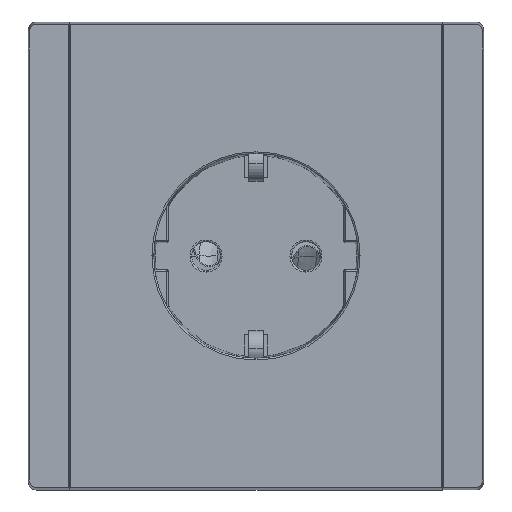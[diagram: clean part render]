
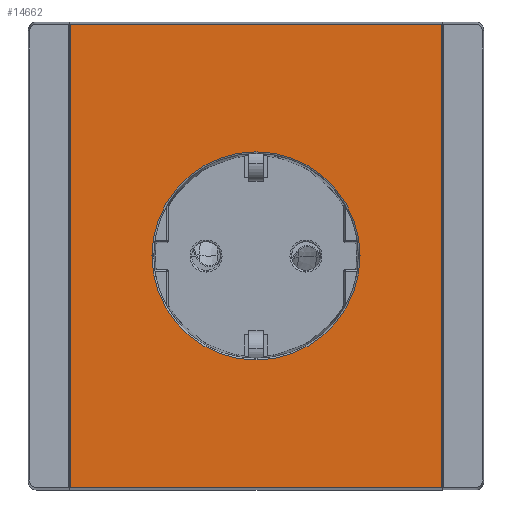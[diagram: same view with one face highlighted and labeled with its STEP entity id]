
A CAD part, top view. The second image highlights one B-rep face of the part: STEP entity #14662.
In plain terms, the highlighted planar face has unit normal (0, 0, 1).
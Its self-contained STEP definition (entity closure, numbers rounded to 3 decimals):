
#278 = VECTOR ( 'NONE', #39921, 1000. ) ;
#303 = CARTESIAN_POINT ( 'NONE',  ( 500., 0., 11.5 ) ) ;
#821 = CARTESIAN_POINT ( 'NONE',  ( 480.208, 0., 11.5 ) ) ;
#849 = LINE ( 'NONE', #20215, #278 ) ;
#2412 = CARTESIAN_POINT ( 'NONE',  ( 535.32, 44.091, 11.5 ) ) ;
#2750 = ORIENTED_EDGE ( 'NONE', *, *, #21127, .T. ) ;
#3081 = LINE ( 'NONE', #25939, #61415 ) ;
#4462 = EDGE_CURVE ( 'NONE', #30888, #23630, #849, .T. ) ;
#5015 = DIRECTION ( 'NONE',  ( 1., 0., 0. ) ) ;
#5047 = FACE_OUTER_BOUND ( 'NONE', #20498, .T. ) ;
#5348 = EDGE_CURVE ( 'NONE', #17158, #58971, #21420, .T. ) ;
#5608 = EDGE_CURVE ( 'NONE', #59320, #18635, #3081, .T. ) ;
#11592 = LINE ( 'NONE', #16976, #40886 ) ;
#14662 = ADVANCED_FACE ( 'NONE', ( #5047, #39973 ), #24422, .T. ) ;
#16976 = CARTESIAN_POINT ( 'NONE',  ( 500., 44.091, 11.5 ) ) ;
#17158 = VERTEX_POINT ( 'NONE', #821 ) ;
#18514 = ORIENTED_EDGE ( 'NONE', *, *, #4462, .T. ) ;
#18635 = VERTEX_POINT ( 'NONE', #2412 ) ;
#18982 = VECTOR ( 'NONE', #5015, 1000. ) ;
#18995 = CARTESIAN_POINT ( 'NONE',  ( 464.68, 44.091, 11.5 ) ) ;
#19348 = DIRECTION ( 'NONE',  ( 0., 0., 1. ) ) ;
#20215 = CARTESIAN_POINT ( 'NONE',  ( 464.68, 0., 11.5 ) ) ;
#20498 = EDGE_LOOP ( 'NONE', ( #40357, #2750, #18514, #25285 ) ) ;
#21127 = EDGE_CURVE ( 'NONE', #18635, #30888, #11592, .T. ) ;
#21420 = CIRCLE ( 'NONE', #42725, 19.792 ) ;
#22754 = CARTESIAN_POINT ( 'NONE',  ( 519.792, 0., 11.5 ) ) ;
#23630 = VERTEX_POINT ( 'NONE', #34097 ) ;
#24422 = PLANE ( 'NONE',  #59695 ) ;
#25160 = CIRCLE ( 'NONE', #46384, 19.792 ) ;
#25285 = ORIENTED_EDGE ( 'NONE', *, *, #29916, .T. ) ;
#25939 = CARTESIAN_POINT ( 'NONE',  ( 535.32, 0., 11.5 ) ) ;
#26180 = CARTESIAN_POINT ( 'NONE',  ( 500., 0., 11.5 ) ) ;
#26260 = DIRECTION ( 'NONE',  ( 0., 1., 0. ) ) ;
#29916 = EDGE_CURVE ( 'NONE', #23630, #59320, #34878, .T. ) ;
#30888 = VERTEX_POINT ( 'NONE', #18995 ) ;
#30949 = DIRECTION ( 'NONE',  ( -1., 0., 0. ) ) ;
#32045 = CARTESIAN_POINT ( 'NONE',  ( 535.32, -44.091, 11.5 ) ) ;
#34097 = CARTESIAN_POINT ( 'NONE',  ( 464.68, -44.091, 11.5 ) ) ;
#34577 = CARTESIAN_POINT ( 'NONE',  ( 500., -44.091, 11.5 ) ) ;
#34878 = LINE ( 'NONE', #34577, #18982 ) ;
#35009 = CARTESIAN_POINT ( 'NONE',  ( 500., 0., 11.5 ) ) ;
#39921 = DIRECTION ( 'NONE',  ( 0., -1., 0. ) ) ;
#39973 = FACE_BOUND ( 'NONE', #55701, .T. ) ;
#40357 = ORIENTED_EDGE ( 'NONE', *, *, #5608, .T. ) ;
#40886 = VECTOR ( 'NONE', #30949, 1000. ) ;
#42725 = AXIS2_PLACEMENT_3D ( 'NONE', #35009, #46132, #55649 ) ;
#45585 = DIRECTION ( 'NONE',  ( 0., 0., -1. ) ) ;
#45919 = DIRECTION ( 'NONE',  ( 1., 0., 0. ) ) ;
#46132 = DIRECTION ( 'NONE',  ( 0., 0., -1. ) ) ;
#46384 = AXIS2_PLACEMENT_3D ( 'NONE', #26180, #45585, #45919 ) ;
#53627 = ORIENTED_EDGE ( 'NONE', *, *, #5348, .T. ) ;
#55102 = EDGE_CURVE ( 'NONE', #58971, #17158, #25160, .T. ) ;
#55649 = DIRECTION ( 'NONE',  ( 1., 0., 0. ) ) ;
#55701 = EDGE_LOOP ( 'NONE', ( #53627, #60432 ) ) ;
#58971 = VERTEX_POINT ( 'NONE', #22754 ) ;
#59320 = VERTEX_POINT ( 'NONE', #32045 ) ;
#59332 = DIRECTION ( 'NONE',  ( 1., 0., 0. ) ) ;
#59695 = AXIS2_PLACEMENT_3D ( 'NONE', #303, #19348, #59332 ) ;
#60432 = ORIENTED_EDGE ( 'NONE', *, *, #55102, .T. ) ;
#61415 = VECTOR ( 'NONE', #26260, 1000. ) ;
